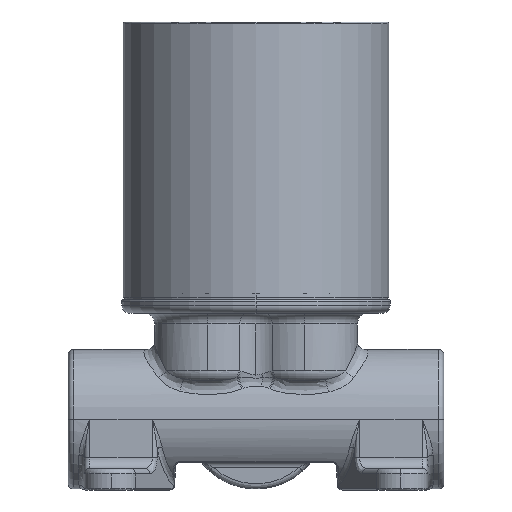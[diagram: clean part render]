
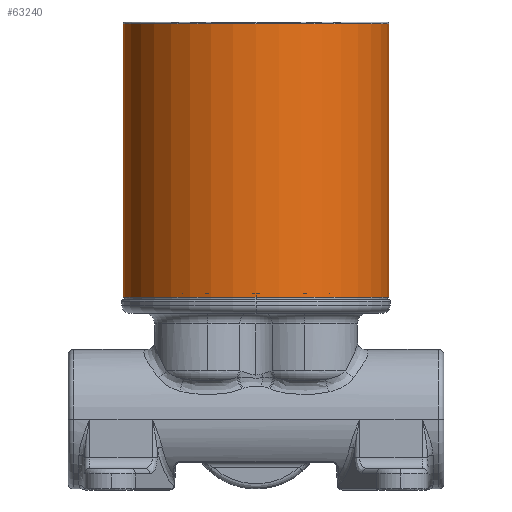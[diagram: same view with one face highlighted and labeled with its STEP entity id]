
A CAD part, front view. The second image highlights one B-rep face of the part: STEP entity #63240.
In plain terms, the highlighted cylindrical face has radius 24.75 mm (diameter 49.5 mm), a partial arc.
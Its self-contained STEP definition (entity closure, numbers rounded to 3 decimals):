
#1257 = CARTESIAN_POINT ( 'NONE',  ( -24.75, 0., 22.75 ) ) ;
#1584 = ORIENTED_EDGE ( 'NONE', *, *, #20005, .T. ) ;
#2486 = ORIENTED_EDGE ( 'NONE', *, *, #61128, .T. ) ;
#3323 = DIRECTION ( 'NONE',  ( -1., 0., 0. ) ) ;
#6843 = DIRECTION ( 'NONE',  ( 1., 0., 0. ) ) ;
#8208 = CARTESIAN_POINT ( 'NONE',  ( -24.75, 0., 73.75 ) ) ;
#9109 = CIRCLE ( 'NONE', #53922, 24.75 ) ;
#12822 = CIRCLE ( 'NONE', #65402, 24.75 ) ;
#14364 = ORIENTED_EDGE ( 'NONE', *, *, #37069, .T. ) ;
#19292 = AXIS2_PLACEMENT_3D ( 'NONE', #58561, #57852, #47312 ) ;
#20005 = EDGE_CURVE ( 'NONE', #26936, #68854, #60740, .T. ) ;
#23191 = VERTEX_POINT ( 'NONE', #8208 ) ;
#25026 = CARTESIAN_POINT ( 'NONE',  ( 0., 0., 22.75 ) ) ;
#25302 = ORIENTED_EDGE ( 'NONE', *, *, #65177, .F. ) ;
#26936 = VERTEX_POINT ( 'NONE', #60637 ) ;
#33418 = DIRECTION ( 'NONE',  ( 0., 0., -1. ) ) ;
#37069 = EDGE_CURVE ( 'NONE', #59600, #26936, #12822, .T. ) ;
#37470 = CARTESIAN_POINT ( 'NONE',  ( 24.75, 0., 73.75 ) ) ;
#38361 = CARTESIAN_POINT ( 'NONE',  ( 0., 0., 73.75 ) ) ;
#42748 = CYLINDRICAL_SURFACE ( 'NONE', #19292, 24.75 ) ;
#45162 = VECTOR ( 'NONE', #51606, 1000. ) ;
#47038 = LINE ( 'NONE', #63877, #64115 ) ;
#47312 = DIRECTION ( 'NONE',  ( -1., 0., 0. ) ) ;
#50218 = CARTESIAN_POINT ( 'NONE',  ( 24.75, 0., 74.05 ) ) ;
#51345 = DIRECTION ( 'NONE',  ( 0., 0., 1. ) ) ;
#51606 = DIRECTION ( 'NONE',  ( 0., 0., 1. ) ) ;
#53922 = AXIS2_PLACEMENT_3D ( 'NONE', #38361, #33418, #6843 ) ;
#57852 = DIRECTION ( 'NONE',  ( 0., 0., 1. ) ) ;
#58561 = CARTESIAN_POINT ( 'NONE',  ( 0., 0., 74.05 ) ) ;
#59600 = VERTEX_POINT ( 'NONE', #1257 ) ;
#60637 = CARTESIAN_POINT ( 'NONE',  ( 24.75, 0., 22.75 ) ) ;
#60740 = LINE ( 'NONE', #50218, #45162 ) ;
#61128 = EDGE_CURVE ( 'NONE', #68854, #23191, #9109, .T. ) ;
#63199 = DIRECTION ( 'NONE',  ( 0., 0., 1. ) ) ;
#63240 = ADVANCED_FACE ( 'NONE', ( #67983 ), #42748, .T. ) ;
#63877 = CARTESIAN_POINT ( 'NONE',  ( -24.75, 0., 74.05 ) ) ;
#64115 = VECTOR ( 'NONE', #63199, 1000. ) ;
#65177 = EDGE_CURVE ( 'NONE', #59600, #23191, #47038, .T. ) ;
#65402 = AXIS2_PLACEMENT_3D ( 'NONE', #25026, #51345, #3323 ) ;
#66012 = EDGE_LOOP ( 'NONE', ( #14364, #1584, #2486, #25302 ) ) ;
#67983 = FACE_OUTER_BOUND ( 'NONE', #66012, .T. ) ;
#68854 = VERTEX_POINT ( 'NONE', #37470 ) ;
